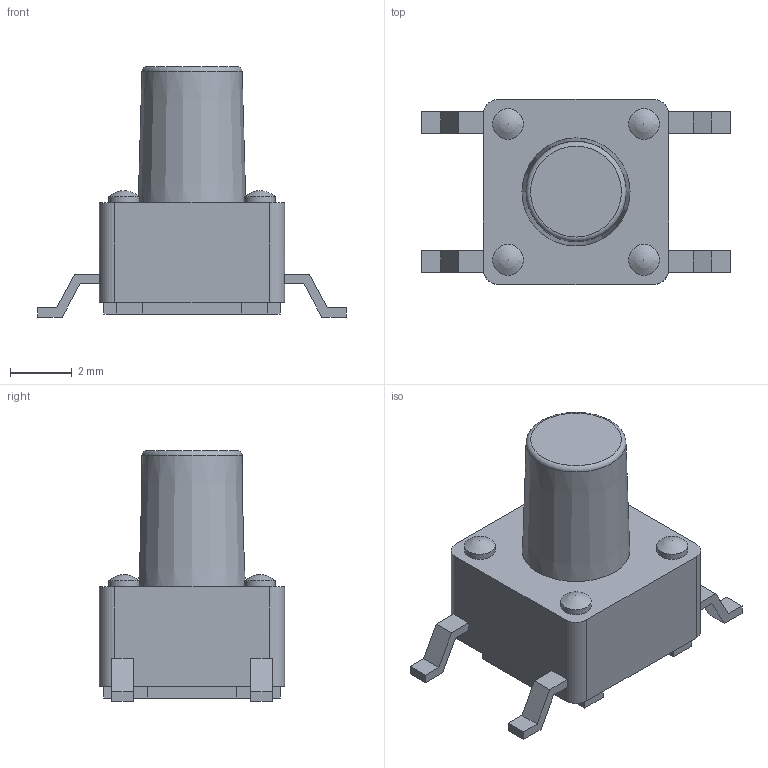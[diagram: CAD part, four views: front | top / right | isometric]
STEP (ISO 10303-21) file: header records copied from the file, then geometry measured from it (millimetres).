
FILE_DESCRIPTION((' '),'2;1');
FILE_NAME('TL3301CFxxxxG.stp','2017-07-31T09:24:08',(' '),(' '),' ','ACIS',' ');
FILE_SCHEMA(('CONFIG_CONTROL_DESIGN'));
Length unit declared in the file: inch
Products named in the file (1): TL3301CFxxxxG.stp
Bounding box: 10 x 6 x 8.1 mm (x, y, z)
Volume: 135.3 mm3; surface area: 332.5 mm2
Topology: 1 solids, 2 shells, 184 faces, 483 edges, 315 vertices
Faces by surface type: plane 122, cylinder 51, torus 5, bspline 5, cone 1
Full cylindrical faces by diameter (mm): 1 x4, 3.5 x1, 5 x1
Entity records: 5716 total; most frequent: CARTESIAN_POINT 1132, ORIENTED_EDGE 918, DIRECTION 907, EDGE_CURVE 459, VECTOR 363, LINE 363, VERTEX_POINT 306, AXIS2_PLACEMENT_3D 272
